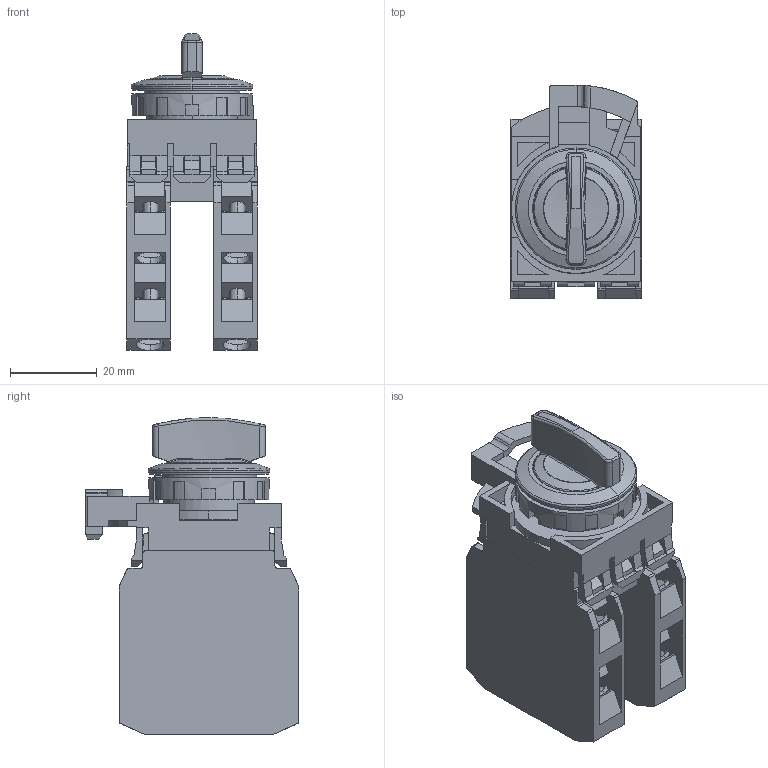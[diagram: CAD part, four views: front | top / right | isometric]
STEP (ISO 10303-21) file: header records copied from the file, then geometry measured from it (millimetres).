
FILE_DESCRIPTION (( 'STEP AP214' ), '1' );
FILE_NAME ('20_CW[1][4]S-$$E[22][40].STEP', '2020-09-23T01:58:29', ( 'IDEC' ), ( 'IDEC' ), 'SwSTEP 2.0', 'SolidWorks 2019', '' );
FILE_SCHEMA (( 'AUTOMOTIVE_DESIGN' ));
Length unit declared in the file: millimetre
Products named in the file (7): CW-SS-BODY; CW-CB-DUMMY-BLOCK; 20_CW[1][4]S-$$E[22][40]; CW-HANDLE-Y; CW-LOCK-NUT; CW-CN; YW-EWxx
Assembly tree (7 placements, depth 2):
  20_CW[1][4]S-$$E[22][40]
    CW-SS-BODY
    CW-HANDLE-Y
    CW-CN
    CW-CB-DUMMY-BLOCK
    CW-LOCK-NUT
    YW-EWxx  x2
Bounding box: 30 x 49.2 x 73 mm (x, y, z)
Volume: 46318.9 mm3; surface area: 29587 mm2
Topology: 7 solids, 8 shells, 1335 faces, 3545 edges, 2257 vertices
Faces by surface type: plane 911, cylinder 287, bspline 96, cone 41
Entity records: 28959 total; most frequent: CARTESIAN_POINT 7218, ORIENTED_EDGE 4690, DIRECTION 4182, EDGE_CURVE 2345, LINE 1664, VECTOR 1664, VERTEX_POINT 1497, AXIS2_PLACEMENT_3D 1259
